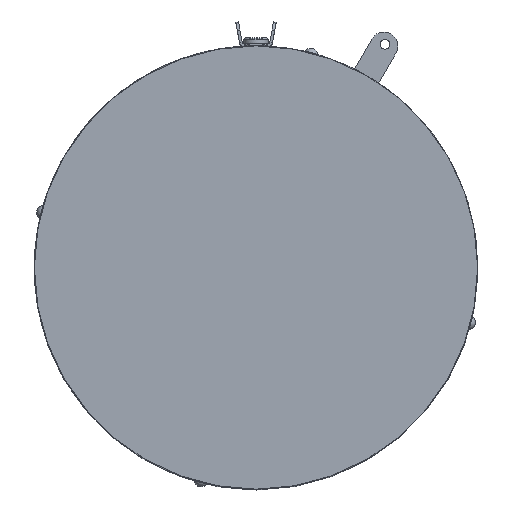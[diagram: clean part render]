
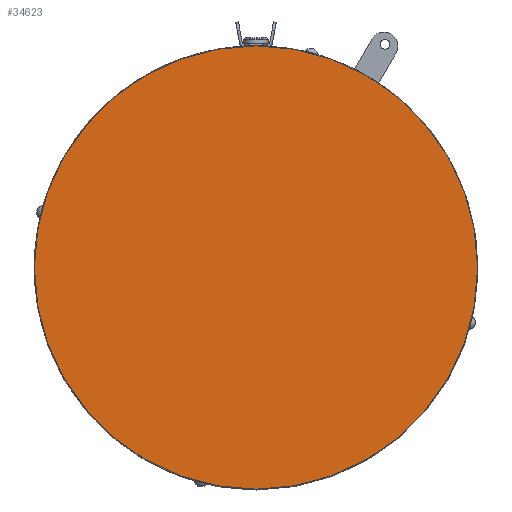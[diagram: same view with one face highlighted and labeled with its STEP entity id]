
A CAD part, top view. The second image highlights one B-rep face of the part: STEP entity #34623.
In plain terms, the highlighted planar face has unit normal (0, 0, 1).
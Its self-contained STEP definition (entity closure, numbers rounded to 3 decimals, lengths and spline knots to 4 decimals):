
#11785=CARTESIAN_POINT('',(0.,0.,2.76));
#11786=DIRECTION('',(0.,0.,-1.));
#11787=DIRECTION('',(-1.,0.,0.));
#11788=AXIS2_PLACEMENT_3D('',#11785,#11786,#11787);
#11813=CARTESIAN_POINT('',(0.,0.,2.76));
#11814=DIRECTION('',(0.,0.,1.));
#11815=DIRECTION('',(-1.,0.,0.));
#11816=AXIS2_PLACEMENT_3D('',#11813,#11814,#11815);
#23745=CARTESIAN_POINT('',(-1.66,0.,2.76));
#23746=CARTESIAN_POINT('',(1.66,0.,2.76));
#23747=VERTEX_POINT('',#23745);
#23748=VERTEX_POINT('',#23746);
#34614=CARTESIAN_POINT('',(0.,0.,2.76));
#34615=DIRECTION('',(0.,0.,1.));
#34616=DIRECTION('',(1.,0.,0.));
#34617=AXIS2_PLACEMENT_3D('',#34614,#34615,#34616);
#34618=PLANE('',#34617);
#34619=ORIENTED_EDGE('',*,*,#34608,.F.);
#34620=ORIENTED_EDGE('',*,*,#34569,.T.);
#34621=EDGE_LOOP('',(#34619,#34620));
#34622=FACE_OUTER_BOUND('',#34621,.F.);
#34623=ADVANCED_FACE('',(#34622),#34618,.T.);
#11789=CIRCLE('',#11788,1.66);
#11817=CIRCLE('',#11816,1.66);
#34569=EDGE_CURVE('',#23747,#23748,#11789,.T.);
#34608=EDGE_CURVE('',#23747,#23748,#11817,.T.);
